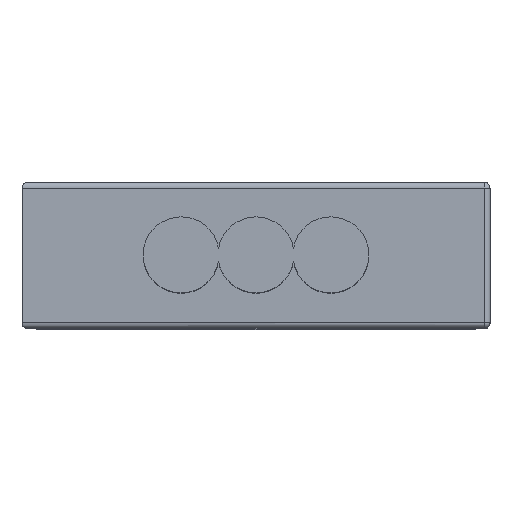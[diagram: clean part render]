
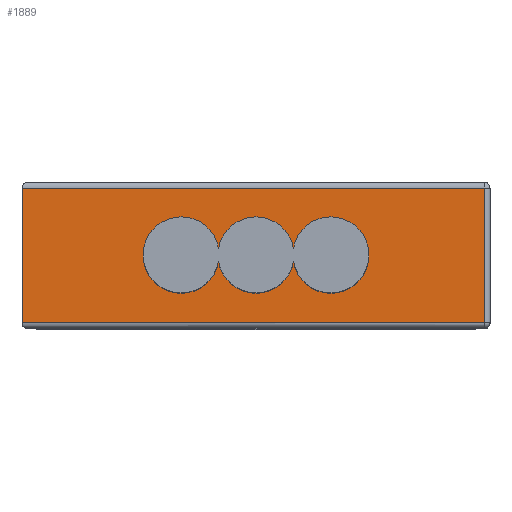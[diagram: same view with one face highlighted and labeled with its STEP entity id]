
A CAD part, top view. The second image highlights one B-rep face of the part: STEP entity #1889.
In plain terms, the highlighted planar face has unit normal (0, 0, 1).
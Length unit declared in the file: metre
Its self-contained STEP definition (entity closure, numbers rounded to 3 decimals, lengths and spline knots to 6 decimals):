
#99 = CARTESIAN_POINT ( 'NONE',  ( 0.00064, -0.000114, 0.007 ) ) ;
#106 = CARTESIAN_POINT ( 'NONE',  ( -0.00064, -0.000114, 0.007 ) ) ;
#249 = DIRECTION ( 'NONE',  ( 1., 0., 0. ) ) ;
#275 = ORIENTED_EDGE ( 'NONE', *, *, #4224, .F. ) ;
#303 = CARTESIAN_POINT ( 'NONE',  ( -0.004, 0.00125, 0.007 ) ) ;
#314 = VERTEX_POINT ( 'NONE', #106 ) ;
#333 = VERTEX_POINT ( 'NONE', #5904 ) ;
#419 = DIRECTION ( 'NONE',  ( 0., 0., 1. ) ) ;
#490 = PLANE ( 'NONE',  #3745 ) ;
#522 = EDGE_LOOP ( 'NONE', ( #3175, #2266, #1301, #5693 ) ) ;
#531 = VERTEX_POINT ( 'NONE', #5682 ) ;
#624 = EDGE_CURVE ( 'NONE', #531, #1714, #2747, .T. ) ;
#807 = DIRECTION ( 'NONE',  ( 0., 0., 1. ) ) ;
#1153 = CARTESIAN_POINT ( 'NONE',  ( -0.004, 0.00115, 0.007 ) ) ;
#1183 = AXIS2_PLACEMENT_3D ( 'NONE', #2785, #419, #6094 ) ;
#1236 = LINE ( 'NONE', #4016, #5640 ) ;
#1260 = CARTESIAN_POINT ( 'NONE',  ( 0.0039, -0.00115, 0.007 ) ) ;
#1282 = VECTOR ( 'NONE', #3681, 1. ) ;
#1301 = ORIENTED_EDGE ( 'NONE', *, *, #5656, .T. ) ;
#1397 = LINE ( 'NONE', #3284, #1282 ) ;
#1404 = EDGE_CURVE ( 'NONE', #6062, #531, #1560, .T. ) ;
#1560 = CIRCLE ( 'NONE', #3923, 0.00065 ) ;
#1592 = ORIENTED_EDGE ( 'NONE', *, *, #5812, .F. ) ;
#1680 = CIRCLE ( 'NONE', #1183, 0.00065 ) ;
#1702 = EDGE_CURVE ( 'NONE', #333, #2007, #1397, .T. ) ;
#1713 = CARTESIAN_POINT ( 'NONE',  ( -0.00128, 0., 0.007 ) ) ;
#1714 = VERTEX_POINT ( 'NONE', #4198 ) ;
#1798 = CARTESIAN_POINT ( 'NONE',  ( 0.0039, 0.00115, 0.007 ) ) ;
#1876 = CARTESIAN_POINT ( 'NONE',  ( 0., 0., 0.007 ) ) ;
#1889 = ADVANCED_FACE ( 'NONE', ( #3831, #4294 ), #490, .F. ) ;
#1925 = DIRECTION ( 'NONE',  ( 0., 0., -1. ) ) ;
#2007 = VERTEX_POINT ( 'NONE', #1260 ) ;
#2155 = DIRECTION ( 'NONE',  ( 0., 0., 1. ) ) ;
#2253 = DIRECTION ( 'NONE',  ( 0., 1., 0. ) ) ;
#2266 = ORIENTED_EDGE ( 'NONE', *, *, #5119, .T. ) ;
#2298 = DIRECTION ( 'NONE',  ( 0., 0., 1. ) ) ;
#2380 = LINE ( 'NONE', #303, #3360 ) ;
#2661 = AXIS2_PLACEMENT_3D ( 'NONE', #1713, #807, #4112 ) ;
#2747 = CIRCLE ( 'NONE', #5320, 0.00065 ) ;
#2785 = CARTESIAN_POINT ( 'NONE',  ( 0., 0., 0.007 ) ) ;
#2881 = CARTESIAN_POINT ( 'NONE',  ( 0.004, 0.00125, 0.007 ) ) ;
#3004 = EDGE_LOOP ( 'NONE', ( #5210, #275, #1592, #3228, #5300 ) ) ;
#3169 = CARTESIAN_POINT ( 'NONE',  ( -0.00193, 0., 0.007 ) ) ;
#3175 = ORIENTED_EDGE ( 'NONE', *, *, #4061, .T. ) ;
#3228 = ORIENTED_EDGE ( 'NONE', *, *, #5283, .F. ) ;
#3257 = DIRECTION ( 'NONE',  ( 1., 0., 0. ) ) ;
#3284 = CARTESIAN_POINT ( 'NONE',  ( 0.004, -0.00115, 0.007 ) ) ;
#3360 = VECTOR ( 'NONE', #4254, 1. ) ;
#3535 = LINE ( 'NONE', #1153, #6017 ) ;
#3681 = DIRECTION ( 'NONE',  ( 1., 0., 0. ) ) ;
#3741 = CIRCLE ( 'NONE', #2661, 0.00065 ) ;
#3745 = AXIS2_PLACEMENT_3D ( 'NONE', #2881, #1925, #5698 ) ;
#3831 = FACE_BOUND ( 'NONE', #3004, .T. ) ;
#3849 = CIRCLE ( 'NONE', #5236, 0.00065 ) ;
#3923 = AXIS2_PLACEMENT_3D ( 'NONE', #5100, #2298, #3257 ) ;
#4016 = CARTESIAN_POINT ( 'NONE',  ( 0.0039, 0.00125, 0.007 ) ) ;
#4061 = EDGE_CURVE ( 'NONE', #2007, #5687, #1236, .T. ) ;
#4070 = CARTESIAN_POINT ( 'NONE',  ( -0.00128, 0., 0.007 ) ) ;
#4112 = DIRECTION ( 'NONE',  ( 1., 0., 0. ) ) ;
#4198 = CARTESIAN_POINT ( 'NONE',  ( -0.00064, 0.000114, 0.007 ) ) ;
#4215 = DIRECTION ( 'NONE',  ( 1., 0., 0. ) ) ;
#4224 = EDGE_CURVE ( 'NONE', #314, #6062, #1680, .T. ) ;
#4254 = DIRECTION ( 'NONE',  ( 0., -1., 0. ) ) ;
#4294 = FACE_OUTER_BOUND ( 'NONE', #522, .T. ) ;
#4392 = DIRECTION ( 'NONE',  ( -1., 0., 0. ) ) ;
#4771 = VERTEX_POINT ( 'NONE', #5963 ) ;
#5100 = CARTESIAN_POINT ( 'NONE',  ( 0.00128, 0., 0.007 ) ) ;
#5119 = EDGE_CURVE ( 'NONE', #5687, #4771, #3535, .T. ) ;
#5210 = ORIENTED_EDGE ( 'NONE', *, *, #1404, .F. ) ;
#5236 = AXIS2_PLACEMENT_3D ( 'NONE', #4070, #2155, #249 ) ;
#5278 = VERTEX_POINT ( 'NONE', #3169 ) ;
#5283 = EDGE_CURVE ( 'NONE', #1714, #5278, #3741, .T. ) ;
#5300 = ORIENTED_EDGE ( 'NONE', *, *, #624, .F. ) ;
#5320 = AXIS2_PLACEMENT_3D ( 'NONE', #1876, #5713, #4215 ) ;
#5640 = VECTOR ( 'NONE', #2253, 1. ) ;
#5656 = EDGE_CURVE ( 'NONE', #4771, #333, #2380, .T. ) ;
#5682 = CARTESIAN_POINT ( 'NONE',  ( 0.00064, 0.000114, 0.007 ) ) ;
#5687 = VERTEX_POINT ( 'NONE', #1798 ) ;
#5693 = ORIENTED_EDGE ( 'NONE', *, *, #1702, .T. ) ;
#5698 = DIRECTION ( 'NONE',  ( -1., 0., 0. ) ) ;
#5713 = DIRECTION ( 'NONE',  ( 0., 0., 1. ) ) ;
#5812 = EDGE_CURVE ( 'NONE', #5278, #314, #3849, .T. ) ;
#5904 = CARTESIAN_POINT ( 'NONE',  ( -0.004, -0.00115, 0.007 ) ) ;
#5963 = CARTESIAN_POINT ( 'NONE',  ( -0.004, 0.00115, 0.007 ) ) ;
#6017 = VECTOR ( 'NONE', #4392, 1. ) ;
#6062 = VERTEX_POINT ( 'NONE', #99 ) ;
#6094 = DIRECTION ( 'NONE',  ( 1., 0., 0. ) ) ;
